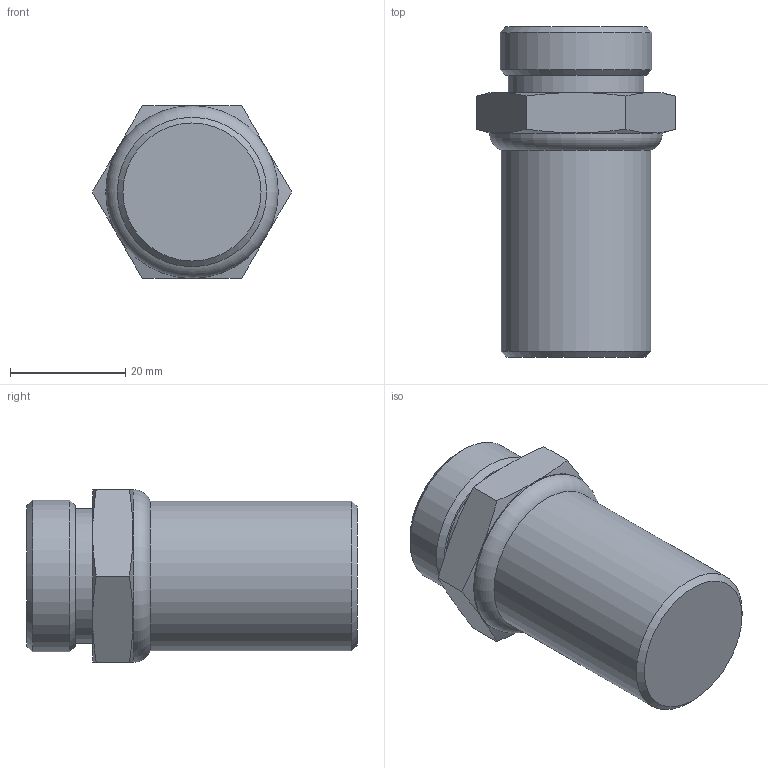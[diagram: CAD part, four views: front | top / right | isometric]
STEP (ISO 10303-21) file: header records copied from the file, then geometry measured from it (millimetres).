
FILE_DESCRIPTION(/* description */ (''),/* implementation_level */ '2;1');
FILE_NAME(/* name */ 'sd_34_es-la.stp',/* time_stamp */ '2018-10-19T09:49:34+02:00',/* author */ ('Hamoud'),/* organization */ (''),/* preprocessor_version */ 'ST-DEVELOPER v15.6',/* originating_system */ 'Autodesk Inventor LT ',/* authorisation */ '');
FILE_SCHEMA (('AUTOMOTIVE_DESIGN { 1 0 10303 214 3 1 1 }'));
Length unit declared in the file: millimetre
Products named in the file (1): Bauteil1
Bounding box: 34.64 x 57.45 x 30 mm (x, y, z)
Volume: 15678.1 mm3; surface area: 9706.5 mm2
Topology: 1 solids, 1 shells, 34 faces, 67 edges, 39 vertices
Faces by surface type: cone 15, plane 12, cylinder 6, torus 1
Full cylindrical faces by diameter (mm): 19.21 x1, 21.12 x1, 23.5 x1, 26 x1, 26.4 x1, 30 x1
Entity records: 802 total; most frequent: CARTESIAN_POINT 177, DIRECTION 128, ORIENTED_EDGE 112, AXIS2_PLACEMENT_3D 61, EDGE_CURVE 56, EDGE_LOOP 48, VERTEX_POINT 38, FACE_OUTER_BOUND 34
